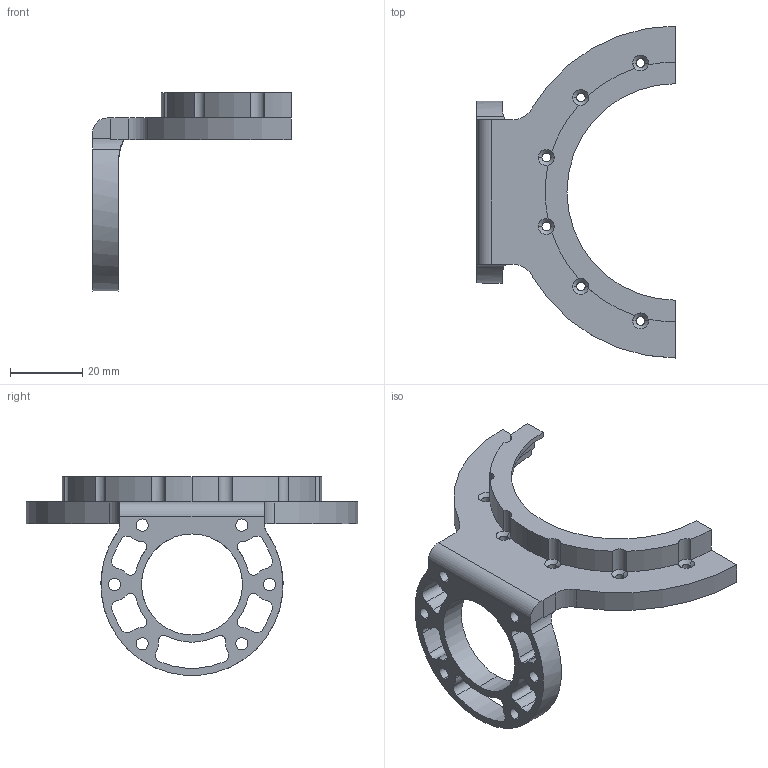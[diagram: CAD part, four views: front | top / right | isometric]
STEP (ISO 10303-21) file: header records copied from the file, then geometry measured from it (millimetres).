
FILE_DESCRIPTION (( 'STEP AP214' ), '1' );
FILE_NAME ('鷕窒盓殤1.STEP', '2022-06-12T11:55:20', ( '' ), ( '' ), 'SwSTEP 2.0', 'SolidWorks 2021', '' );
FILE_SCHEMA (( 'AUTOMOTIVE_DESIGN' ));
Length unit declared in the file: millimetre
Products named in the file (1): 鷕窒盓殤1
Bounding box: 55 x 92 x 55 mm (x, y, z)
Volume: 15059.9 mm3; surface area: 12537.3 mm2
Topology: 1 solids, 1 shells, 151 faces, 434 edges, 280 vertices
Faces by surface type: cylinder 112, plane 26, cone 12, bspline 1
Entity records: 5531 total; most frequent: CARTESIAN_POINT 1325, DIRECTION 935, ORIENTED_EDGE 868, EDGE_CURVE 434, AXIS2_PLACEMENT_3D 383, VERTEX_POINT 280, CIRCLE 232, EDGE_LOOP 182
